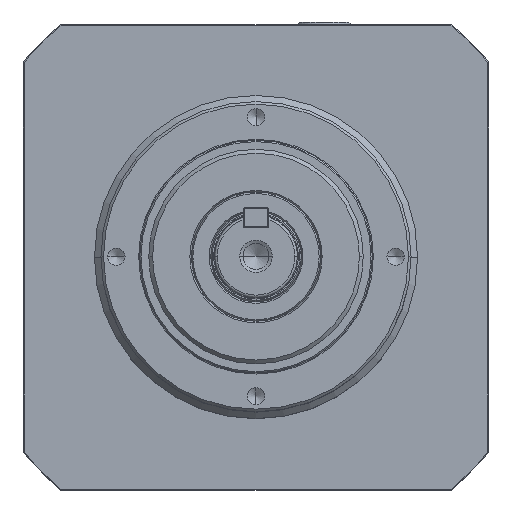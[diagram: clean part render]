
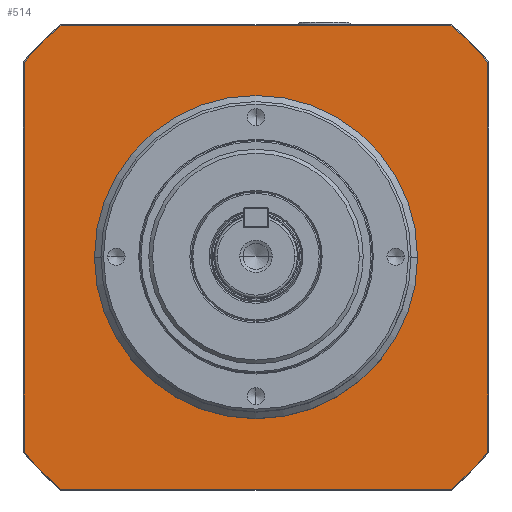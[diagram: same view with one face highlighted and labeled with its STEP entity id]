
A CAD part, top view. The second image highlights one B-rep face of the part: STEP entity #514.
In plain terms, the highlighted planar face has unit normal (0, 0, 1).
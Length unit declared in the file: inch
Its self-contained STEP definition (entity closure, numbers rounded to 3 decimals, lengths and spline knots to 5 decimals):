
#33 = EDGE_CURVE ( 'NONE', #10799, #1557, #594, .T. ) ;
#108 = EDGE_CURVE ( 'NONE', #8112, #916, #7733, .T. ) ;
#133 = DIRECTION ( 'NONE',  ( 1., 0., 0. ) ) ;
#244 = VERTEX_POINT ( 'NONE', #9867 ) ;
#424 = VERTEX_POINT ( 'NONE', #9501 ) ;
#487 = DIRECTION ( 'NONE',  ( -1., 0., 0. ) ) ;
#514 = ADVANCED_FACE ( 'NONE', ( #3664, #7958 ), #7299, .T. ) ;
#594 = CIRCLE ( 'NONE', #11586, 2.44882 ) ;
#787 = VERTEX_POINT ( 'NONE', #3237 ) ;
#916 = VERTEX_POINT ( 'NONE', #8951 ) ;
#943 = CARTESIAN_POINT ( 'NONE',  ( -2.9697, 3.5315, -4.33071 ) ) ;
#1353 = VECTOR ( 'NONE', #9093, 39.37008 ) ;
#1381 = ORIENTED_EDGE ( 'NONE', *, *, #33, .F. ) ;
#1424 = ORIENTED_EDGE ( 'NONE', *, *, #108, .F. ) ;
#1557 = VERTEX_POINT ( 'NONE', #2042 ) ;
#1659 = VERTEX_POINT ( 'NONE', #10476 ) ;
#2042 = CARTESIAN_POINT ( 'NONE',  ( -2.44882, 0., -4.33071 ) ) ;
#2052 = EDGE_CURVE ( 'NONE', #787, #8274, #10334, .T. ) ;
#2168 = VERTEX_POINT ( 'NONE', #6172 ) ;
#2192 = CIRCLE ( 'NONE', #5231, 4.61417 ) ;
#2436 = CARTESIAN_POINT ( 'NONE',  ( 0., 0., -4.33071 ) ) ;
#2778 = DIRECTION ( 'NONE',  ( 1., 0., 0. ) ) ;
#2982 = ORIENTED_EDGE ( 'NONE', *, *, #9319, .F. ) ;
#3150 = DIRECTION ( 'NONE',  ( 0., 0., 1. ) ) ;
#3171 = EDGE_LOOP ( 'NONE', ( #2982, #11343, #6834, #7904, #9232, #11014, #1424, #3271 ) ) ;
#3181 = AXIS2_PLACEMENT_3D ( 'NONE', #11436, #7818, #5138 ) ;
#3205 = CARTESIAN_POINT ( 'NONE',  ( -2.9697, 3.5315, -4.33071 ) ) ;
#3237 = CARTESIAN_POINT ( 'NONE',  ( 2.9697, -3.5315, -4.33071 ) ) ;
#3271 = ORIENTED_EDGE ( 'NONE', *, *, #5281, .F. ) ;
#3366 = DIRECTION ( 'NONE',  ( 0., -1., 0. ) ) ;
#3664 = FACE_OUTER_BOUND ( 'NONE', #3171, .T. ) ;
#3672 = CARTESIAN_POINT ( 'NONE',  ( -3.5315, -2.9697, -4.33071 ) ) ;
#3831 = CARTESIAN_POINT ( 'NONE',  ( -2.9697, -3.5315, -4.33071 ) ) ;
#4047 = EDGE_LOOP ( 'NONE', ( #5177, #1381 ) ) ;
#4190 = CARTESIAN_POINT ( 'NONE',  ( 3.5315, 2.9697, -4.33071 ) ) ;
#4217 = EDGE_CURVE ( 'NONE', #244, #787, #5773, .T. ) ;
#4307 = DIRECTION ( 'NONE',  ( 1., 0., 0. ) ) ;
#4335 = EDGE_CURVE ( 'NONE', #8274, #2168, #10710, .T. ) ;
#4471 = DIRECTION ( 'NONE',  ( 0., 0., -1. ) ) ;
#4906 = CARTESIAN_POINT ( 'NONE',  ( 2.44882, 0., -4.33071 ) ) ;
#5087 = LINE ( 'NONE', #4190, #9794 ) ;
#5138 = DIRECTION ( 'NONE',  ( -1., 0., 0. ) ) ;
#5177 = ORIENTED_EDGE ( 'NONE', *, *, #7155, .F. ) ;
#5207 = CARTESIAN_POINT ( 'NONE',  ( 0., 0., -4.33071 ) ) ;
#5214 = EDGE_CURVE ( 'NONE', #1659, #244, #5087, .T. ) ;
#5231 = AXIS2_PLACEMENT_3D ( 'NONE', #5207, #11679, #8836 ) ;
#5275 = DIRECTION ( 'NONE',  ( 0., 0., 1. ) ) ;
#5281 = EDGE_CURVE ( 'NONE', #424, #8112, #2192, .T. ) ;
#5580 = AXIS2_PLACEMENT_3D ( 'NONE', #7401, #6445, #10854 ) ;
#5773 = CIRCLE ( 'NONE', #5961, 4.61417 ) ;
#5818 = CARTESIAN_POINT ( 'NONE',  ( 2.9697, -3.5315, -4.33071 ) ) ;
#5961 = AXIS2_PLACEMENT_3D ( 'NONE', #9727, #6035, #4307 ) ;
#6035 = DIRECTION ( 'NONE',  ( 0., 0., -1. ) ) ;
#6172 = CARTESIAN_POINT ( 'NONE',  ( -3.5315, -2.9697, -4.33071 ) ) ;
#6445 = DIRECTION ( 'NONE',  ( 0., 0., -1. ) ) ;
#6834 = ORIENTED_EDGE ( 'NONE', *, *, #2052, .F. ) ;
#7075 = AXIS2_PLACEMENT_3D ( 'NONE', #8215, #4471, #133 ) ;
#7155 = EDGE_CURVE ( 'NONE', #1557, #10799, #8305, .T. ) ;
#7299 = PLANE ( 'NONE',  #7730 ) ;
#7401 = CARTESIAN_POINT ( 'NONE',  ( 0., 0., -4.33071 ) ) ;
#7730 = AXIS2_PLACEMENT_3D ( 'NONE', #9795, #5275, #2778 ) ;
#7733 = LINE ( 'NONE', #3205, #11177 ) ;
#7763 = VECTOR ( 'NONE', #9507, 39.37008 ) ;
#7818 = DIRECTION ( 'NONE',  ( 0., 0., 1. ) ) ;
#7904 = ORIENTED_EDGE ( 'NONE', *, *, #4217, .F. ) ;
#7958 = FACE_BOUND ( 'NONE', #4047, .T. ) ;
#8112 = VERTEX_POINT ( 'NONE', #943 ) ;
#8215 = CARTESIAN_POINT ( 'NONE',  ( 0., 0., -4.33071 ) ) ;
#8274 = VERTEX_POINT ( 'NONE', #3831 ) ;
#8305 = CIRCLE ( 'NONE', #3181, 2.44882 ) ;
#8836 = DIRECTION ( 'NONE',  ( -1., 0., 0. ) ) ;
#8951 = CARTESIAN_POINT ( 'NONE',  ( 2.9697, 3.5315, -4.33071 ) ) ;
#9093 = DIRECTION ( 'NONE',  ( 0., 1., 0. ) ) ;
#9232 = ORIENTED_EDGE ( 'NONE', *, *, #5214, .F. ) ;
#9319 = EDGE_CURVE ( 'NONE', #2168, #424, #10755, .T. ) ;
#9501 = CARTESIAN_POINT ( 'NONE',  ( -3.5315, 2.9697, -4.33071 ) ) ;
#9507 = DIRECTION ( 'NONE',  ( -1., 0., 0. ) ) ;
#9727 = CARTESIAN_POINT ( 'NONE',  ( 0., 0., -4.33071 ) ) ;
#9794 = VECTOR ( 'NONE', #3366, 39.37008 ) ;
#9795 = CARTESIAN_POINT ( 'NONE',  ( 0., 0., -4.33071 ) ) ;
#9867 = CARTESIAN_POINT ( 'NONE',  ( 3.5315, -2.9697, -4.33071 ) ) ;
#10334 = LINE ( 'NONE', #5818, #7763 ) ;
#10476 = CARTESIAN_POINT ( 'NONE',  ( 3.5315, 2.9697, -4.33071 ) ) ;
#10710 = CIRCLE ( 'NONE', #5580, 4.61417 ) ;
#10755 = LINE ( 'NONE', #3672, #1353 ) ;
#10799 = VERTEX_POINT ( 'NONE', #4906 ) ;
#10854 = DIRECTION ( 'NONE',  ( -1., 0., 0. ) ) ;
#11014 = ORIENTED_EDGE ( 'NONE', *, *, #11437, .F. ) ;
#11050 = CIRCLE ( 'NONE', #7075, 4.61417 ) ;
#11177 = VECTOR ( 'NONE', #11526, 39.37008 ) ;
#11343 = ORIENTED_EDGE ( 'NONE', *, *, #4335, .F. ) ;
#11436 = CARTESIAN_POINT ( 'NONE',  ( 0., 0., -4.33071 ) ) ;
#11437 = EDGE_CURVE ( 'NONE', #916, #1659, #11050, .T. ) ;
#11526 = DIRECTION ( 'NONE',  ( 1., 0., 0. ) ) ;
#11586 = AXIS2_PLACEMENT_3D ( 'NONE', #2436, #3150, #487 ) ;
#11679 = DIRECTION ( 'NONE',  ( 0., 0., -1. ) ) ;
